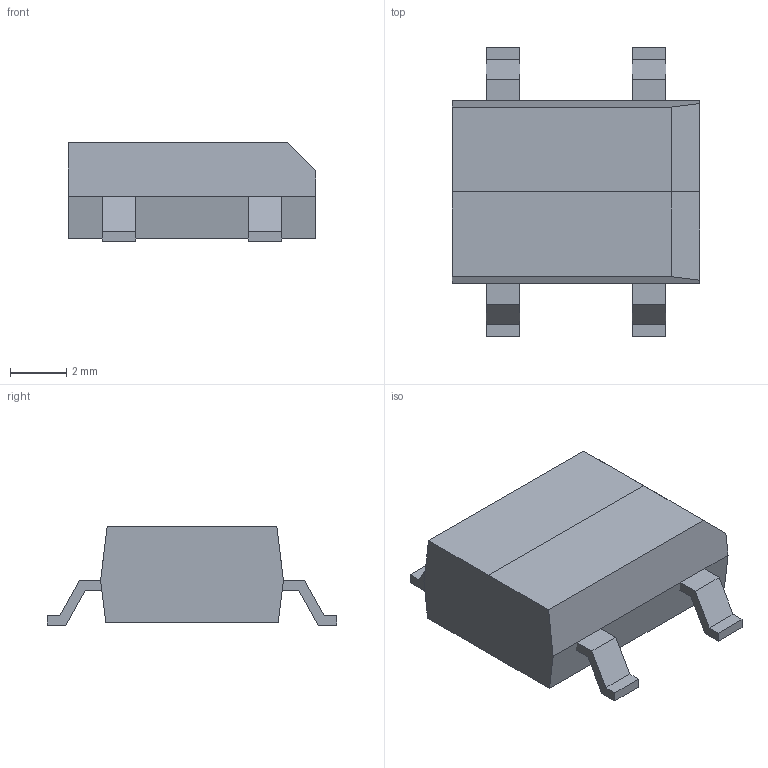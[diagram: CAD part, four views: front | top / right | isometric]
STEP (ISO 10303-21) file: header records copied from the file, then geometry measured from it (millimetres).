
FILE_DESCRIPTION(('FreeCAD Model'),'2;1');
FILE_NAME('Open CASCADE Shape Model','2021-09-08T15:16:13',( 'kicad StepUp'),('ksu MCAD'),'Open CASCADE STEP processor 7.5', 'FreeCAD','Unknown');
FILE_SCHEMA(('AUTOMOTIVE_DESIGN { 1 0 10303 214 1 1 1 1 }'));
Length unit declared in the file: millimetre
Products named in the file (1): DB107S
Bounding box: 8.8 x 10.3 x 3.5 mm (x, y, z)
Volume: 195 mm3; surface area: 280.2 mm2
Topology: 3 solids, 3 shells, 44 faces, 113 edges, 75 vertices
Faces by surface type: plane 44
Entity records: 3122 total; most frequent: CARTESIAN_POINT 461, DIRECTION 427, LINE 337, VECTOR 337, ORIENTED_EDGE 226, PCURVE 226, DEFINITIONAL_REPRESENTATION 226, EDGE_CURVE 113
